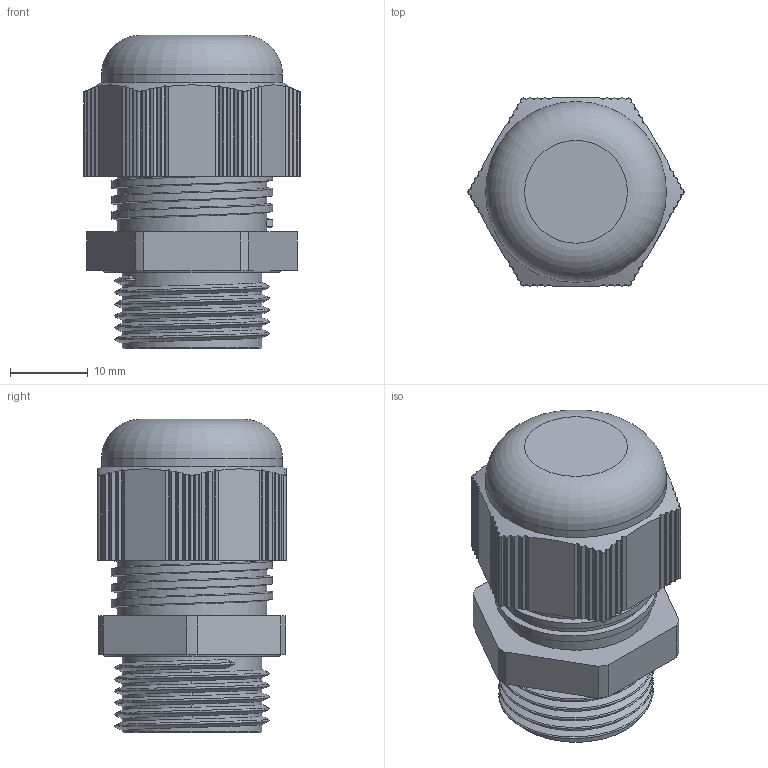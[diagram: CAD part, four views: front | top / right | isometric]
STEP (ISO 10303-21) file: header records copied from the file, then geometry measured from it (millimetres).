
FILE_DESCRIPTION((''),'2;1');
FILE_NAME('BM 02.stp','2012-09-25T15:15:55',('oktay'),(''),'Autodesk Inventor 2013','Autodesk Inventor 2013','');
FILE_SCHEMA(('AUTOMOTIVE_DESIGN { 1 0 10303 214 1 1 1 1 }'));
Length unit declared in the file: millimetre
Products named in the file (1): M20 MONTAJ (PG 13.5) (NORMAL)_Shrinkwrap_1
Bounding box: 27.73 x 24.2 x 40.21 mm (x, y, z)
Volume: 15623.2 mm3; surface area: 4766.8 mm2
Topology: 1 solids, 1 shells, 242 faces, 705 edges, 464 vertices
Faces by surface type: cylinder 121, plane 103, cone 8, torus 5, bspline 5
Full cylindrical faces by diameter (mm): 17.94 x6, 19.2 x3, 23.2 x1
Entity records: 10499 total; most frequent: CARTESIAN_POINT 4531, ORIENTED_EDGE 1322, DIRECTION 1048, EDGE_CURVE 661, VERTEX_POINT 443, AXIS2_PLACEMENT_3D 367, VECTOR 314, LINE 314
